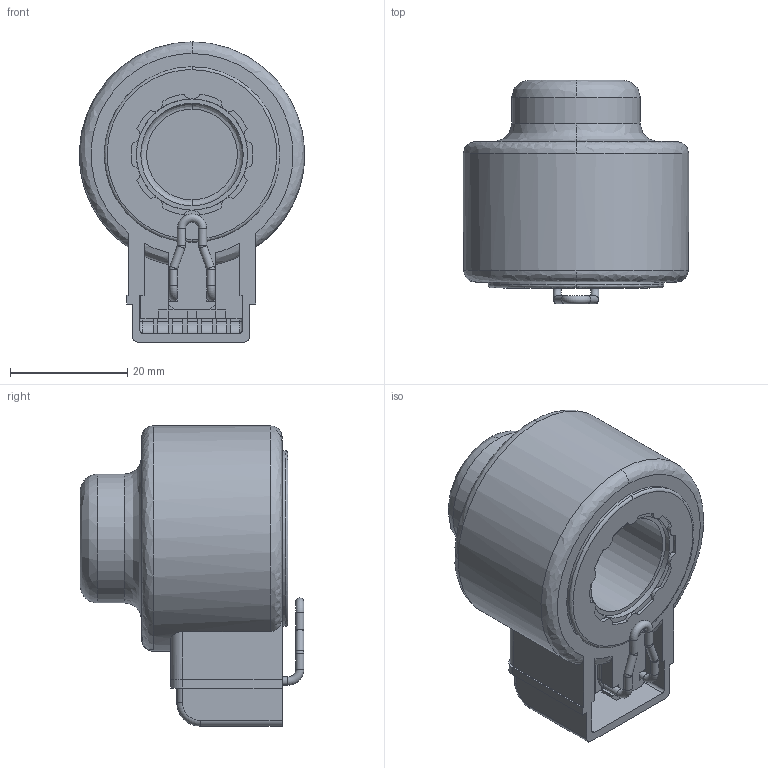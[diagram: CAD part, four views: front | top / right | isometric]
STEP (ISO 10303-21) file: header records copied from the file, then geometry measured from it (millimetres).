
FILE_DESCRIPTION(('TFLEX Exchange Step'),'2;1');
FILE_NAME('034G5105R.stp', '2023-09-25T17:20:16+03:00',('RUCO3026'),('Unknown organisation'),'TFLEX Exchange 2022.1','T-FLEX CAD','Unknown authorisation');
FILE_SCHEMA( ('AUTOMOTIVE_DESIGN { 1 0 10303 214 1 1 1 1 }') );
Length unit declared in the file: millimetre
Products named in the file (1): Nodes
Bounding box: 38.5 x 38.2 x 51.3 mm (x, y, z)
Volume: 28159 mm3; surface area: 10061.6 mm2
Topology: 2 solids, 2 shells, 189 faces, 527 edges, 348 vertices
Faces by surface type: plane 105, cylinder 57, bspline 14, torus 13
Full cylindrical faces by diameter (mm): 1.4 x10, 17.5 x1, 19 x1, 22 x1, 30 x1, 38.5 x1
Entity records: 7742 total; most frequent: CARTESIAN_POINT 2852, ORIENTED_EDGE 1054, DIRECTION 987, EDGE_CURVE 527, VERTEX_POINT 348, AXIS2_PLACEMENT_3D 339, VECTOR 309, LINE 309
